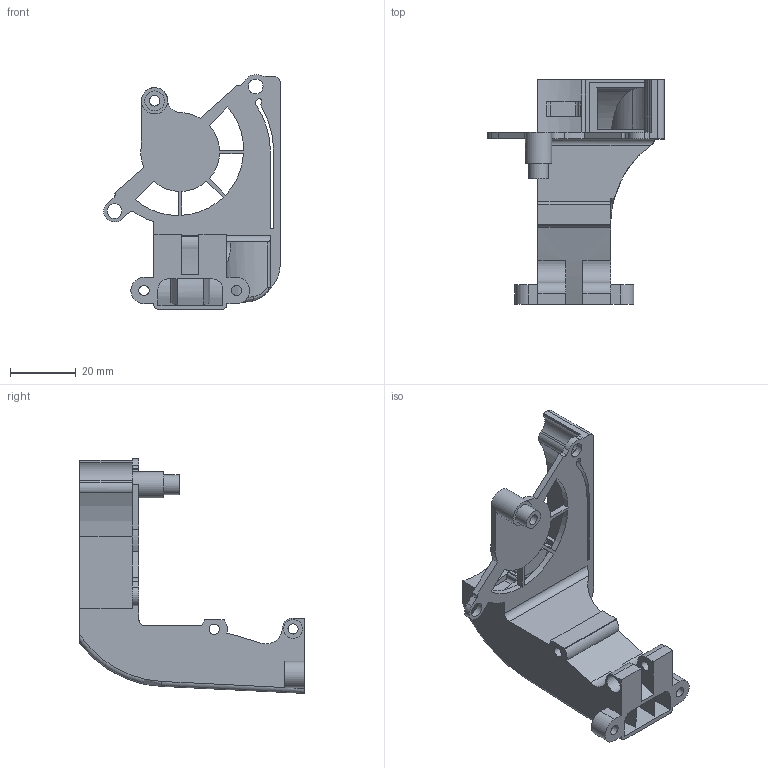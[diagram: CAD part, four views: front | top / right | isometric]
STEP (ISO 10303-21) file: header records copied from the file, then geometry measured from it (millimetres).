
FILE_DESCRIPTION(/* description */ (''),/* implementation_level */ '2;1');
FILE_NAME(/* name */ 'Blower Frame - Toolboard.step',/* time_stamp */ '2020-12-05T05:16:03-05:00',/* author */ (''),/* organization */ (''),/* preprocessor_version */ 'ST-DEVELOPER v18.1',/* originating_system */ 'Autodesk Translation Framework v9.3.0.1241',/* authorisation */ '');
FILE_SCHEMA (('AUTOMOTIVE_DESIGN { 1 0 10303 214 3 1 1 }'));
Length unit declared in the file: millimetre
Products named in the file (2): Blower Frame; Blower Frame (1)
Assembly tree (1 placements, depth 2):
  Blower Frame
    Blower Frame (1)
Bounding box: 53.8 x 68.36 x 71.52 mm (x, y, z)
Volume: 19020.3 mm3; surface area: 20112.9 mm2
Topology: 1 solids, 1 shells, 216 faces, 612 edges, 397 vertices
Faces by surface type: plane 95, cylinder 74, bspline 40, torus 7
Full cylindrical faces by diameter (mm): 3.1 x5, 3.2 x1, 4.5 x2, 5.7 x2, 6 x1, 8 x1
Entity records: 8486 total; most frequent: CARTESIAN_POINT 2944, ORIENTED_EDGE 1218, DIRECTION 1041, EDGE_CURVE 609, VERTEX_POINT 397, AXIS2_PLACEMENT_3D 358, LINE 325, VECTOR 325
